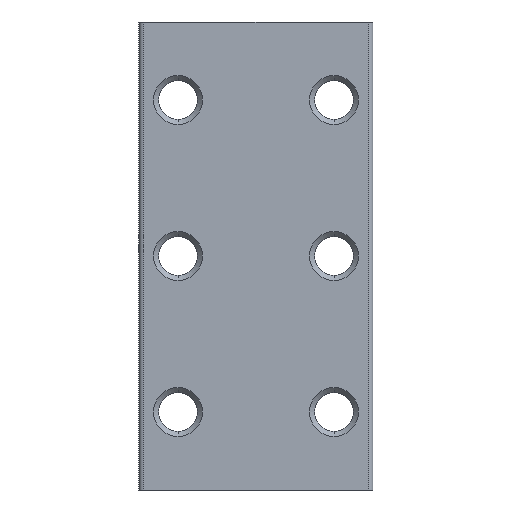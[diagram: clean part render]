
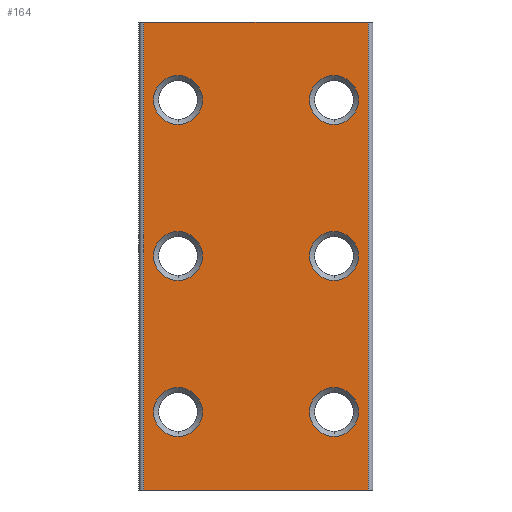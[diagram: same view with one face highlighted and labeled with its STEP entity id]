
A CAD part, front view. The second image highlights one B-rep face of the part: STEP entity #164.
In plain terms, the highlighted planar face has unit normal (0, -1, 0).
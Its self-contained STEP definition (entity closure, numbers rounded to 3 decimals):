
#137 = EDGE_CURVE ( 'NONE', #3770, #4883, #8243, .T. ) ;
#164 = ADVANCED_FACE ( 'NONE', ( #9949, #10218, #5418, #3148, #885, #9682, #7436 ), #6811, .F. ) ;
#229 = DIRECTION ( 'NONE',  ( 0., 1., 0. ) ) ;
#374 = DIRECTION ( 'NONE',  ( 0., 0., 1. ) ) ;
#385 = ORIENTED_EDGE ( 'NONE', *, *, #8790, .T. ) ;
#430 = EDGE_CURVE ( 'NONE', #10524, #848, #5278, .T. ) ;
#480 = ORIENTED_EDGE ( 'NONE', *, *, #4338, .T. ) ;
#484 = DIRECTION ( 'NONE',  ( 0., 0., 1. ) ) ;
#645 = CARTESIAN_POINT ( 'NONE',  ( -8., 0., 37.5 ) ) ;
#675 = DIRECTION ( 'NONE',  ( 0., 0., 1. ) ) ;
#747 = CARTESIAN_POINT ( 'NONE',  ( 8., 0., 24. ) ) ;
#758 = CARTESIAN_POINT ( 'NONE',  ( -12., 0., 48. ) ) ;
#848 = VERTEX_POINT ( 'NONE', #7253 ) ;
#885 = FACE_BOUND ( 'NONE', #2775, .T. ) ;
#886 = EDGE_LOOP ( 'NONE', ( #3411, #2316, #1953, #1988 ) ) ;
#1040 = CARTESIAN_POINT ( 'NONE',  ( 8., 0., 21.5 ) ) ;
#1103 = CARTESIAN_POINT ( 'NONE',  ( -8., 0., 8. ) ) ;
#1260 = CARTESIAN_POINT ( 'NONE',  ( 8., 0., 40. ) ) ;
#1339 = VERTEX_POINT ( 'NONE', #2296 ) ;
#1618 = DIRECTION ( 'NONE',  ( 0., 0., 1. ) ) ;
#1650 = CIRCLE ( 'NONE', #4135, 2.5 ) ;
#1720 = VERTEX_POINT ( 'NONE', #1040 ) ;
#1723 = CARTESIAN_POINT ( 'NONE',  ( 8., 0., 40. ) ) ;
#1772 = EDGE_CURVE ( 'NONE', #6263, #5858, #7399, .T. ) ;
#1858 = CARTESIAN_POINT ( 'NONE',  ( 11.5, 0., 48. ) ) ;
#1953 = ORIENTED_EDGE ( 'NONE', *, *, #137, .F. ) ;
#1955 = CARTESIAN_POINT ( 'NONE',  ( -8., 0., 26.5 ) ) ;
#1958 = ORIENTED_EDGE ( 'NONE', *, *, #8502, .T. ) ;
#1966 = DIRECTION ( 'NONE',  ( 0., 0., 1. ) ) ;
#1981 = DIRECTION ( 'NONE',  ( 0., 1., 0. ) ) ;
#1988 = ORIENTED_EDGE ( 'NONE', *, *, #6982, .T. ) ;
#2040 = CIRCLE ( 'NONE', #8880, 2.5 ) ;
#2115 = EDGE_LOOP ( 'NONE', ( #8036, #4585 ) ) ;
#2124 = DIRECTION ( 'NONE',  ( 0., 0., 1. ) ) ;
#2187 = CARTESIAN_POINT ( 'NONE',  ( 8., 0., 10.5 ) ) ;
#2227 = DIRECTION ( 'NONE',  ( 0., 1., 0. ) ) ;
#2296 = CARTESIAN_POINT ( 'NONE',  ( -8., 0., 42.5 ) ) ;
#2316 = ORIENTED_EDGE ( 'NONE', *, *, #3965, .T. ) ;
#2344 = EDGE_CURVE ( 'NONE', #1720, #5946, #9641, .T. ) ;
#2537 = CARTESIAN_POINT ( 'NONE',  ( 8., 0., 26.5 ) ) ;
#2578 = DIRECTION ( 'NONE',  ( 0., 0., 1. ) ) ;
#2680 = DIRECTION ( 'NONE',  ( 0., 0., 1. ) ) ;
#2742 = CIRCLE ( 'NONE', #9206, 2.5 ) ;
#2769 = CARTESIAN_POINT ( 'NONE',  ( -8., 0., 10.5 ) ) ;
#2775 = EDGE_LOOP ( 'NONE', ( #10683, #385 ) ) ;
#2954 = LINE ( 'NONE', #1858, #5223 ) ;
#2966 = EDGE_CURVE ( 'NONE', #848, #10524, #2040, .T. ) ;
#3137 = AXIS2_PLACEMENT_3D ( 'NONE', #9841, #5354, #484 ) ;
#3148 = FACE_BOUND ( 'NONE', #9570, .T. ) ;
#3150 = VERTEX_POINT ( 'NONE', #3887 ) ;
#3388 = CARTESIAN_POINT ( 'NONE',  ( 11.5, 0., 48. ) ) ;
#3399 = CARTESIAN_POINT ( 'NONE',  ( -12., 0., 48. ) ) ;
#3400 = AXIS2_PLACEMENT_3D ( 'NONE', #1103, #7075, #1966 ) ;
#3411 = ORIENTED_EDGE ( 'NONE', *, *, #1772, .T. ) ;
#3564 = CARTESIAN_POINT ( 'NONE',  ( 8., 0., 8. ) ) ;
#3566 = EDGE_CURVE ( 'NONE', #9394, #7714, #8981, .T. ) ;
#3670 = CARTESIAN_POINT ( 'NONE',  ( -8., 0., 5.5 ) ) ;
#3770 = VERTEX_POINT ( 'NONE', #7456 ) ;
#3887 = CARTESIAN_POINT ( 'NONE',  ( 8., 0., 5.5 ) ) ;
#3965 = EDGE_CURVE ( 'NONE', #5858, #4883, #2954, .T. ) ;
#4022 = VERTEX_POINT ( 'NONE', #3670 ) ;
#4135 = AXIS2_PLACEMENT_3D ( 'NONE', #3564, #9527, #4418 ) ;
#4145 = AXIS2_PLACEMENT_3D ( 'NONE', #747, #6732, #1618 ) ;
#4262 = DIRECTION ( 'NONE',  ( 0., 1., 0. ) ) ;
#4265 = DIRECTION ( 'NONE',  ( 0., 1., 0. ) ) ;
#4338 = EDGE_CURVE ( 'NONE', #5584, #4022, #9744, .T. ) ;
#4367 = ORIENTED_EDGE ( 'NONE', *, *, #2966, .T. ) ;
#4400 = ORIENTED_EDGE ( 'NONE', *, *, #430, .T. ) ;
#4418 = DIRECTION ( 'NONE',  ( 0., 0., 1. ) ) ;
#4585 = ORIENTED_EDGE ( 'NONE', *, *, #3566, .T. ) ;
#4623 = EDGE_CURVE ( 'NONE', #5946, #1720, #7619, .T. ) ;
#4676 = CARTESIAN_POINT ( 'NONE',  ( -11.5, 0., 48. ) ) ;
#4783 = ORIENTED_EDGE ( 'NONE', *, *, #9893, .T. ) ;
#4883 = VERTEX_POINT ( 'NONE', #3388 ) ;
#5004 = EDGE_LOOP ( 'NONE', ( #4367, #4400 ) ) ;
#5018 = ORIENTED_EDGE ( 'NONE', *, *, #2344, .T. ) ;
#5097 = ORIENTED_EDGE ( 'NONE', *, *, #6839, .T. ) ;
#5111 = CIRCLE ( 'NONE', #10849, 2.5 ) ;
#5161 = LINE ( 'NONE', #4676, #7446 ) ;
#5217 = AXIS2_PLACEMENT_3D ( 'NONE', #7090, #1981, #7947 ) ;
#5223 = VECTOR ( 'NONE', #2680, 1000. ) ;
#5278 = CIRCLE ( 'NONE', #3137, 2.5 ) ;
#5310 = CARTESIAN_POINT ( 'NONE',  ( -8., 0., 24. ) ) ;
#5354 = DIRECTION ( 'NONE',  ( 0., 1., 0. ) ) ;
#5372 = AXIS2_PLACEMENT_3D ( 'NONE', #1260, #7232, #2124 ) ;
#5389 = DIRECTION ( 'NONE',  ( 1., 0., 0. ) ) ;
#5418 = FACE_BOUND ( 'NONE', #5004, .T. ) ;
#5477 = DIRECTION ( 'NONE',  ( 0., 1., 0. ) ) ;
#5584 = VERTEX_POINT ( 'NONE', #2769 ) ;
#5631 = CIRCLE ( 'NONE', #5217, 2.5 ) ;
#5782 = CARTESIAN_POINT ( 'NONE',  ( 8., 0., 37.5 ) ) ;
#5789 = DIRECTION ( 'NONE',  ( 0., 1., 0. ) ) ;
#5858 = VERTEX_POINT ( 'NONE', #9980 ) ;
#5863 = ORIENTED_EDGE ( 'NONE', *, *, #4623, .T. ) ;
#5873 = DIRECTION ( 'NONE',  ( 1., 0., 0. ) ) ;
#5932 = CARTESIAN_POINT ( 'NONE',  ( 8., 0., 42.5 ) ) ;
#5946 = VERTEX_POINT ( 'NONE', #2537 ) ;
#6103 = EDGE_LOOP ( 'NONE', ( #5097, #480 ) ) ;
#6183 = DIRECTION ( 'NONE',  ( 0., 0., 1. ) ) ;
#6263 = VERTEX_POINT ( 'NONE', #10722 ) ;
#6732 = DIRECTION ( 'NONE',  ( 0., 1., 0. ) ) ;
#6811 = PLANE ( 'NONE',  #8512 ) ;
#6839 = EDGE_CURVE ( 'NONE', #4022, #5584, #7466, .T. ) ;
#6982 = EDGE_CURVE ( 'NONE', #3770, #6263, #5161, .T. ) ;
#7075 = DIRECTION ( 'NONE',  ( 0., 1., 0. ) ) ;
#7076 = VERTEX_POINT ( 'NONE', #645 ) ;
#7090 = CARTESIAN_POINT ( 'NONE',  ( -8., 0., 40. ) ) ;
#7131 = VECTOR ( 'NONE', #5389, 1000. ) ;
#7232 = DIRECTION ( 'NONE',  ( 0., 1., 0. ) ) ;
#7253 = CARTESIAN_POINT ( 'NONE',  ( -8., 0., 21.5 ) ) ;
#7322 = CARTESIAN_POINT ( 'NONE',  ( 8., 0., 24. ) ) ;
#7399 = LINE ( 'NONE', #9644, #7131 ) ;
#7436 = FACE_OUTER_BOUND ( 'NONE', #886, .T. ) ;
#7446 = VECTOR ( 'NONE', #8975, 1000. ) ;
#7456 = CARTESIAN_POINT ( 'NONE',  ( -11.5, 0., 48. ) ) ;
#7466 = CIRCLE ( 'NONE', #3400, 2.5 ) ;
#7619 = CIRCLE ( 'NONE', #8900, 2.5 ) ;
#7683 = DIRECTION ( 'NONE',  ( 0., 1., 0. ) ) ;
#7698 = VECTOR ( 'NONE', #5873, 1000. ) ;
#7714 = VERTEX_POINT ( 'NONE', #5782 ) ;
#7947 = DIRECTION ( 'NONE',  ( 0., 0., 1. ) ) ;
#8036 = ORIENTED_EDGE ( 'NONE', *, *, #9399, .T. ) ;
#8188 = DIRECTION ( 'NONE',  ( 0., 0., 1. ) ) ;
#8243 = LINE ( 'NONE', #758, #7698 ) ;
#8291 = EDGE_LOOP ( 'NONE', ( #4783, #1958 ) ) ;
#8396 = VERTEX_POINT ( 'NONE', #2187 ) ;
#8502 = EDGE_CURVE ( 'NONE', #8396, #3150, #2742, .T. ) ;
#8512 = AXIS2_PLACEMENT_3D ( 'NONE', #3399, #4262, #10222 ) ;
#8790 = EDGE_CURVE ( 'NONE', #1339, #7076, #9393, .T. ) ;
#8880 = AXIS2_PLACEMENT_3D ( 'NONE', #5310, #229, #6183 ) ;
#8900 = AXIS2_PLACEMENT_3D ( 'NONE', #7322, #2227, #8188 ) ;
#8975 = DIRECTION ( 'NONE',  ( 0., 0., -1. ) ) ;
#8981 = CIRCLE ( 'NONE', #5372, 2.5 ) ;
#9112 = AXIS2_PLACEMENT_3D ( 'NONE', #9371, #4265, #10224 ) ;
#9206 = AXIS2_PLACEMENT_3D ( 'NONE', #10887, #5789, #675 ) ;
#9371 = CARTESIAN_POINT ( 'NONE',  ( -8., 0., 8. ) ) ;
#9393 = CIRCLE ( 'NONE', #10705, 2.5 ) ;
#9394 = VERTEX_POINT ( 'NONE', #5932 ) ;
#9399 = EDGE_CURVE ( 'NONE', #7714, #9394, #5111, .T. ) ;
#9527 = DIRECTION ( 'NONE',  ( 0., 1., 0. ) ) ;
#9570 = EDGE_LOOP ( 'NONE', ( #5018, #5863 ) ) ;
#9641 = CIRCLE ( 'NONE', #4145, 2.5 ) ;
#9644 = CARTESIAN_POINT ( 'NONE',  ( -12., 0., 0. ) ) ;
#9682 = FACE_BOUND ( 'NONE', #2115, .T. ) ;
#9744 = CIRCLE ( 'NONE', #9112, 2.5 ) ;
#9841 = CARTESIAN_POINT ( 'NONE',  ( -8., 0., 24. ) ) ;
#9893 = EDGE_CURVE ( 'NONE', #3150, #8396, #1650, .T. ) ;
#9949 = FACE_BOUND ( 'NONE', #6103, .T. ) ;
#9980 = CARTESIAN_POINT ( 'NONE',  ( 11.5, 0., 0. ) ) ;
#10218 = FACE_BOUND ( 'NONE', #8291, .T. ) ;
#10222 = DIRECTION ( 'NONE',  ( 0., 0., 1. ) ) ;
#10224 = DIRECTION ( 'NONE',  ( 0., 0., 1. ) ) ;
#10524 = VERTEX_POINT ( 'NONE', #1955 ) ;
#10578 = CARTESIAN_POINT ( 'NONE',  ( -8., 0., 40. ) ) ;
#10683 = ORIENTED_EDGE ( 'NONE', *, *, #11060, .T. ) ;
#10705 = AXIS2_PLACEMENT_3D ( 'NONE', #10578, #5477, #374 ) ;
#10722 = CARTESIAN_POINT ( 'NONE',  ( -11.5, 0., 0. ) ) ;
#10849 = AXIS2_PLACEMENT_3D ( 'NONE', #1723, #7683, #2578 ) ;
#10887 = CARTESIAN_POINT ( 'NONE',  ( 8., 0., 8. ) ) ;
#11060 = EDGE_CURVE ( 'NONE', #7076, #1339, #5631, .T. ) ;
